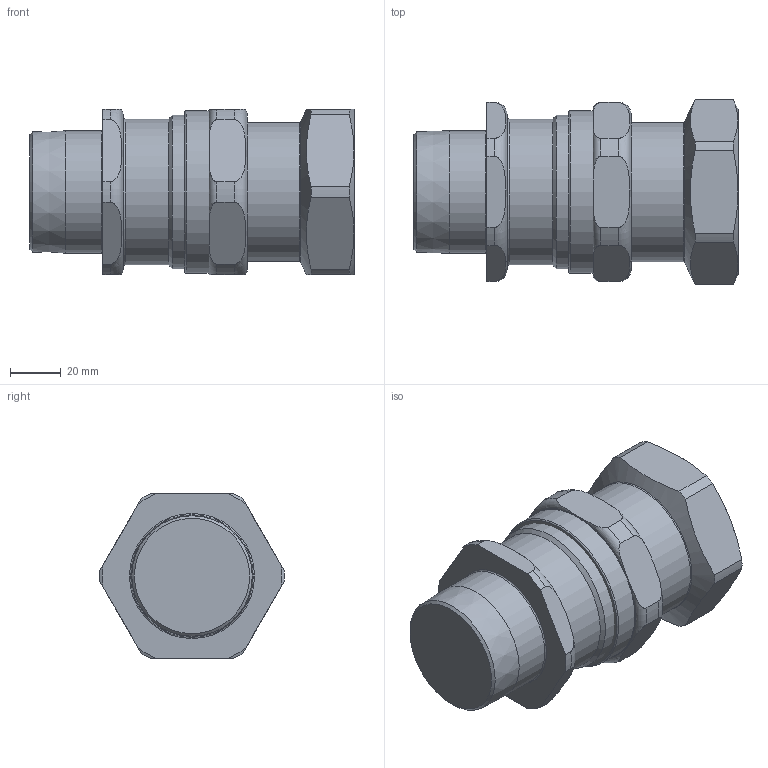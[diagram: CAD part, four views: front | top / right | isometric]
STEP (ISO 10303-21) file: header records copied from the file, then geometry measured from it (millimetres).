
FILE_DESCRIPTION(/* description */ (''),/* implementation_level */ '2;1');
FILE_NAME(/* name */ '114 D_1_1_2_NPT.stp',/* time_stamp */ '2021-04-20T23:16:21+06:00',/* author */ ('vinaykumark'),/* organization */ (''),/* preprocessor_version */ 'ST-DEVELOPER v18',/* originating_system */ 'Autodesk Inventor 2020',/* authorisation */ '');
FILE_SCHEMA (('AUTOMOTIVE_DESIGN { 1 0 10303 214 3 1 1 }'));
Length unit declared in the file: inch
Products named in the file (1): 114 D_1_1_2_NPT
Bounding box: 127.64 x 72.79 x 65 mm (x, y, z)
Volume: 382071.4 mm3; surface area: 64240.9 mm2
Topology: 5 solids, 5 shells, 93 faces, 251 edges, 173 vertices
Faces by surface type: plane 33, cylinder 29, cone 16, torus 15
Full cylindrical faces by diameter (mm): 44.5 x1, 48.26 x1, 51 x1, 53.25 x1, 54.15 x2, 54.8 x2, 57.45 x1, 60.325 x1, 63.95 x1
Entity records: 3627 total; most frequent: CARTESIAN_POINT 1056, DIRECTION 541, ORIENTED_EDGE 502, EDGE_CURVE 251, AXIS2_PLACEMENT_3D 239, VERTEX_POINT 173, CIRCLE 145, EDGE_LOOP 98
